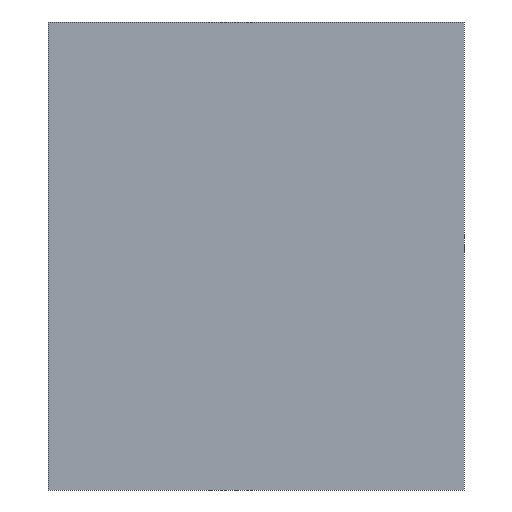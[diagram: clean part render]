
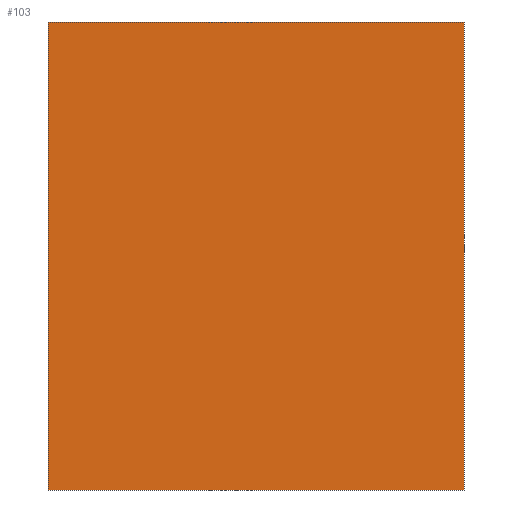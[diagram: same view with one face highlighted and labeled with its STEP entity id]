
A CAD part, front view. The second image highlights one B-rep face of the part: STEP entity #103.
In plain terms, the highlighted planar face has unit normal (0, -1, 0).
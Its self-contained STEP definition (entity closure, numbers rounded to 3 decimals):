
#9 = CARTESIAN_POINT ( 'NONE',  ( 32., 0., 0. ) ) ;
#25 = VERTEX_POINT ( 'NONE', #38 ) ;
#30 = VECTOR ( 'NONE', #285, 1000. ) ;
#38 = CARTESIAN_POINT ( 'NONE',  ( 0., 0., 0. ) ) ;
#47 = DIRECTION ( 'NONE',  ( 0., 0., -1. ) ) ;
#48 = EDGE_LOOP ( 'NONE', ( #68, #237, #426, #452 ) ) ;
#60 = CARTESIAN_POINT ( 'NONE',  ( 0., 0., -36. ) ) ;
#62 = CARTESIAN_POINT ( 'NONE',  ( 0., 0., 0. ) ) ;
#68 = ORIENTED_EDGE ( 'NONE', *, *, #345, .F. ) ;
#74 = FACE_OUTER_BOUND ( 'NONE', #48, .T. ) ;
#103 = ADVANCED_FACE ( 'NONE', ( #74 ), #425, .T. ) ;
#113 = VERTEX_POINT ( 'NONE', #9 ) ;
#128 = CARTESIAN_POINT ( 'NONE',  ( 32., 0., 0. ) ) ;
#131 = DIRECTION ( 'NONE',  ( 0., 0., 1. ) ) ;
#135 = LINE ( 'NONE', #128, #30 ) ;
#137 = VECTOR ( 'NONE', #449, 1000. ) ;
#139 = AXIS2_PLACEMENT_3D ( 'NONE', #308, #304, #47 ) ;
#173 = VECTOR ( 'NONE', #131, 1000. ) ;
#192 = CARTESIAN_POINT ( 'NONE',  ( 0., 0., -36. ) ) ;
#237 = ORIENTED_EDGE ( 'NONE', *, *, #389, .F. ) ;
#272 = VERTEX_POINT ( 'NONE', #315 ) ;
#279 = EDGE_CURVE ( 'NONE', #25, #113, #298, .T. ) ;
#283 = DIRECTION ( 'NONE',  ( -1., 0., 0. ) ) ;
#285 = DIRECTION ( 'NONE',  ( 0., 0., -1. ) ) ;
#298 = LINE ( 'NONE', #366, #137 ) ;
#299 = VECTOR ( 'NONE', #283, 1000. ) ;
#304 = DIRECTION ( 'NONE',  ( 0., -1., 0. ) ) ;
#308 = CARTESIAN_POINT ( 'NONE',  ( 0., 0., 0. ) ) ;
#315 = CARTESIAN_POINT ( 'NONE',  ( 32., 0., -36. ) ) ;
#345 = EDGE_CURVE ( 'NONE', #466, #25, #395, .T. ) ;
#366 = CARTESIAN_POINT ( 'NONE',  ( 0., 0., 0. ) ) ;
#380 = EDGE_CURVE ( 'NONE', #113, #272, #135, .T. ) ;
#389 = EDGE_CURVE ( 'NONE', #272, #466, #479, .T. ) ;
#395 = LINE ( 'NONE', #62, #173 ) ;
#425 = PLANE ( 'NONE',  #139 ) ;
#426 = ORIENTED_EDGE ( 'NONE', *, *, #380, .F. ) ;
#449 = DIRECTION ( 'NONE',  ( 1., 0., 0. ) ) ;
#452 = ORIENTED_EDGE ( 'NONE', *, *, #279, .F. ) ;
#466 = VERTEX_POINT ( 'NONE', #192 ) ;
#479 = LINE ( 'NONE', #60, #299 ) ;
